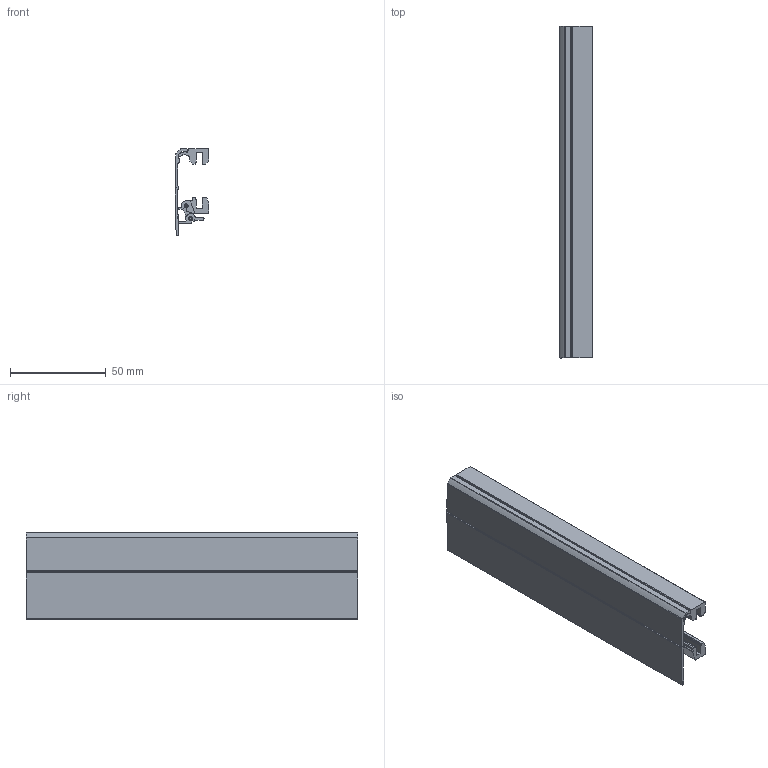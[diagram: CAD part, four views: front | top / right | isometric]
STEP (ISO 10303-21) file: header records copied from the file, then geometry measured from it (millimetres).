
FILE_DESCRIPTION(/* description */ (''),/* implementation_level */ '2;1');
FILE_NAME(/* name */ '00430509_BA 24 SV-C-0.stp',/* time_stamp */ '2023-02-14T11:00:40+01:00',/* author */ ('watermann'),/* organization */ (''),/* preprocessor_version */ 'ST-DEVELOPER v18.1',/* originating_system */ 'Autodesk Inventor 2022',/* authorisation */ '');
FILE_SCHEMA (('AUTOMOTIVE_DESIGN { 1 0 10303 214 3 1 1 }'));
Length unit declared in the file: millimetre
Products named in the file (6): 00430509_BA 24 SV-C-0; 1011059_24 SV_3D; 1011060_13 SV_3D; 1011061_24 SV_3D; 1011058_3D; 1011053_3D
Assembly tree (6 placements, depth 2):
  00430509_BA 24 SV-C-0
    1011059_24 SV_3D
    1011060_13 SV_3D
    1011061_24 SV_3D
    1011058_3D
    1011053_3D  x2
Bounding box: 17.46 x 173 x 45 mm (x, y, z)
Volume: 37179.6 mm3; surface area: 43011.7 mm2
Topology: 6 solids, 6 shells, 254 faces, 732 edges, 490 vertices
Faces by surface type: cylinder 126, plane 118, bspline 8, cone 2
Full cylindrical faces by diameter (mm): 2 x2
Entity records: 8355 total; most frequent: CARTESIAN_POINT 1512, DIRECTION 1458, ORIENTED_EDGE 1398, EDGE_CURVE 699, AXIS2_PLACEMENT_3D 509, VERTEX_POINT 467, LINE 440, VECTOR 440
